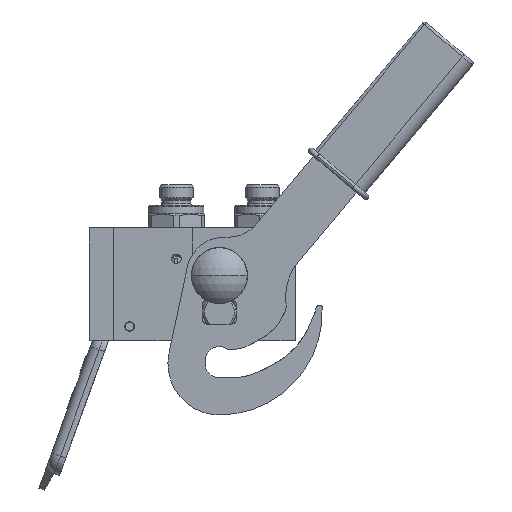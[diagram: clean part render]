
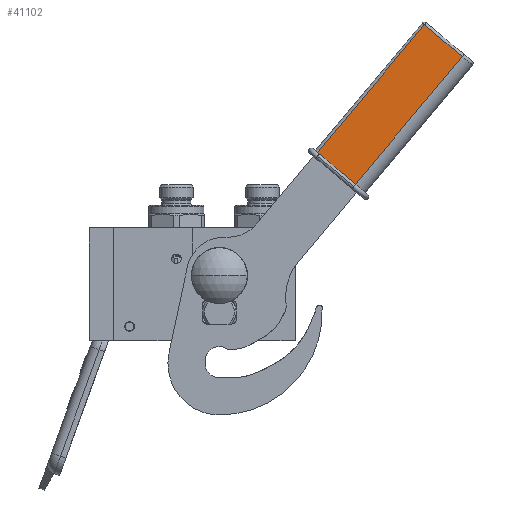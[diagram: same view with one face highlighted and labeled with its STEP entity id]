
A CAD part, front view. The second image highlights one B-rep face of the part: STEP entity #41102.
In plain terms, the highlighted face is planar.
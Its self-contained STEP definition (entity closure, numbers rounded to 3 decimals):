
#2955 = VECTOR ( 'NONE', #73284, 1000. ) ;
#3969 = ORIENTED_EDGE ( 'NONE', *, *, #30899, .T. ) ;
#9231 = PLANE ( 'NONE',  #16540 ) ;
#12080 = DIRECTION ( 'NONE',  ( 0., -1., 0. ) ) ;
#16540 = AXIS2_PLACEMENT_3D ( 'NONE', #27781, #103278, #28584 ) ;
#17205 = ORIENTED_EDGE ( 'NONE', *, *, #112487, .T. ) ;
#19629 = LINE ( 'NONE', #79385, #76992 ) ;
#22162 = ORIENTED_EDGE ( 'NONE', *, *, #34918, .T. ) ;
#23158 = VECTOR ( 'NONE', #27455, 1000. ) ;
#26347 = CARTESIAN_POINT ( 'NONE',  ( 8., 92., 16. ) ) ;
#26964 = VERTEX_POINT ( 'NONE', #28535 ) ;
#27263 = CARTESIAN_POINT ( 'NONE',  ( 8., 92., 16. ) ) ;
#27455 = DIRECTION ( 'NONE',  ( 0., 1., 0. ) ) ;
#27665 = DIRECTION ( 'NONE',  ( 0., 0., -1. ) ) ;
#27781 = CARTESIAN_POINT ( 'NONE',  ( 8., 0., 17.5 ) ) ;
#27848 = CARTESIAN_POINT ( 'NONE',  ( 8., 3., -10.5 ) ) ;
#28535 = CARTESIAN_POINT ( 'NONE',  ( 8., 3., 16. ) ) ;
#28584 = DIRECTION ( 'NONE',  ( 0., 0., -1. ) ) ;
#30899 = EDGE_CURVE ( 'NONE', #71884, #26964, #19629, .T. ) ;
#34918 = EDGE_CURVE ( 'NONE', #26964, #104551, #98462, .T. ) ;
#40750 = ORIENTED_EDGE ( 'NONE', *, *, #45083, .F. ) ;
#41102 = ADVANCED_FACE ( 'NONE', ( #73089 ), #9231, .T. ) ;
#45083 = EDGE_CURVE ( 'NONE', #71884, #104062, #58806, .T. ) ;
#55331 = LINE ( 'NONE', #27848, #23158 ) ;
#58806 = LINE ( 'NONE', #27263, #113233 ) ;
#71884 = VERTEX_POINT ( 'NONE', #26347 ) ;
#73089 = FACE_OUTER_BOUND ( 'NONE', #78463, .T. ) ;
#73284 = DIRECTION ( 'NONE',  ( 0., 0., -1. ) ) ;
#76992 = VECTOR ( 'NONE', #12080, 1000. ) ;
#78463 = EDGE_LOOP ( 'NONE', ( #40750, #3969, #22162, #17205 ) ) ;
#79385 = CARTESIAN_POINT ( 'NONE',  ( 8., 92., 16. ) ) ;
#98462 = LINE ( 'NONE', #120084, #2955 ) ;
#101391 = CARTESIAN_POINT ( 'NONE',  ( 8., 92., -10.5 ) ) ;
#103278 = DIRECTION ( 'NONE',  ( 1., 0., 0. ) ) ;
#104062 = VERTEX_POINT ( 'NONE', #101391 ) ;
#104551 = VERTEX_POINT ( 'NONE', #107866 ) ;
#107866 = CARTESIAN_POINT ( 'NONE',  ( 8., 3., -10.5 ) ) ;
#112487 = EDGE_CURVE ( 'NONE', #104551, #104062, #55331, .T. ) ;
#113233 = VECTOR ( 'NONE', #27665, 1000. ) ;
#120084 = CARTESIAN_POINT ( 'NONE',  ( 8., 3., 16. ) ) ;
